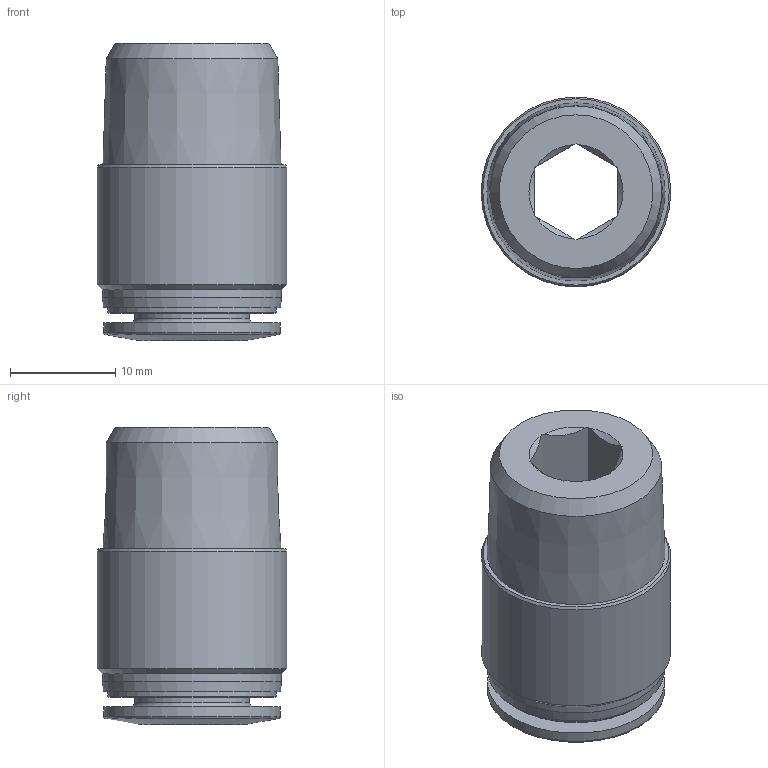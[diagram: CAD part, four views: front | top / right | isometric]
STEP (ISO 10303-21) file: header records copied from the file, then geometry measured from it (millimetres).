
FILE_DESCRIPTION(/* description */ ('STEP AP214'),/* implementation_level */ '2;1');
FILE_NAME(/* name */ '572324_QB-3_8-3_8-I-U',/* time_stamp */ '2024-09-14T01:33:10+02:00',/* author */ ('License CC BY-ND 4.0'),/* organization */ ('CADENAS'),/* preprocessor_version */ 'ST-DEVELOPER v19.3',/* originating_system */ 'PARTsolutions',/* authorisation */ ' ');
FILE_SCHEMA (('AUTOMOTIVE_DESIGN {1 0 10303 214 3 1 1}'));
Length unit declared in the file: millimetre
Products named in the file (1): 572324 QB-3/8-3/8-I-U
Bounding box: 18 x 18 x 28.2 mm (x, y, z)
Volume: 4498.4 mm3; surface area: 2858.2 mm2
Topology: 1 solids, 1 shells, 35 faces, 75 edges, 46 vertices
Faces by surface type: plane 12, cone 12, cylinder 6, torus 5
Full cylindrical faces by diameter (mm): 9.525 x1, 10.925 x1, 16 x1, 16.8 x1, 17 x1, 18 x1
Entity records: 1145 total; most frequent: CARTESIAN_POINT 168, DIRECTION 152, ORIENTED_EDGE 116, AXIS2_PLACEMENT_3D 64, EDGE_CURVE 58, EDGE_LOOP 58, FACE_BOUND 58, VERTEX_POINT 46
